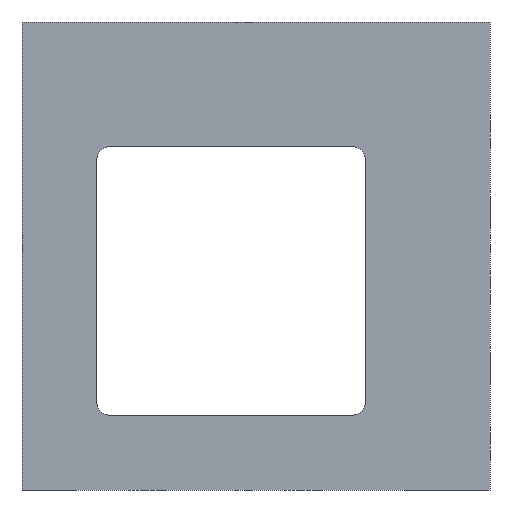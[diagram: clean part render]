
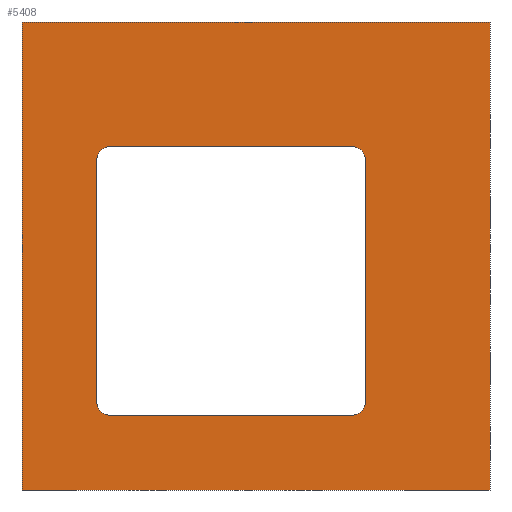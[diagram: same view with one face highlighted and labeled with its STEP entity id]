
A CAD part, front view. The second image highlights one B-rep face of the part: STEP entity #5408.
In plain terms, the highlighted planar face has unit normal (0, -1, 0).
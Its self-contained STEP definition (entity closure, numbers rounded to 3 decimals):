
#4144=VERTEX_POINT('',#10214);
#4330=EDGE_CURVE('',#7836,#8466,#10430,.T.);
#4408=EDGE_CURVE('',#6014,#8442,#10515,.T.);
#4890=EDGE_CURVE('',#5686,#6328,#11054,.T.);
#5160=EDGE_CURVE('',#6500,#4144,#11357,.T.);
#5404=VERTEX_POINT('',#11635);
#5408=ADVANCED_FACE('',(#11639,#11640),#11641,.T.);
#5518=EDGE_CURVE('',#8006,#7836,#11764,.T.);
#5520=EDGE_CURVE('',#8442,#8712,#11766,.T.);
#5686=VERTEX_POINT('',#11955);
#6014=VERTEX_POINT('',#12321);
#6238=EDGE_CURVE('',#4144,#5686,#12574,.T.);
#6328=VERTEX_POINT('',#12679);
#6500=VERTEX_POINT('',#12871);
#6898=EDGE_CURVE('',#6328,#6014,#13322,.T.);
#6972=EDGE_CURVE('',#7270,#6500,#13404,.T.);
#7122=EDGE_CURVE('',#8712,#7270,#13576,.T.);
#7270=VERTEX_POINT('',#13742);
#7328=EDGE_CURVE('',#5404,#8006,#13811,.T.);
#7626=EDGE_CURVE('',#8466,#5404,#14143,.T.);
#7836=VERTEX_POINT('',#14378);
#8006=VERTEX_POINT('',#14569);
#8442=VERTEX_POINT('',#15060);
#8466=VERTEX_POINT('',#15087);
#8712=VERTEX_POINT('',#15365);
#10214=CARTESIAN_POINT('',(-12.0,-14.0,24.));
#10430=LINE('',#17547,#17548);
#10515=LINE('',#17659,#17660);
#11054=LINE('',#18357,#18358);
#11357=LINE('',#18743,#18744);
#11635=CARTESIAN_POINT('',(110.0,-14.0,0.0));
#11639=FACE_BOUND('',#19111,.T.);
#11640=FACE_OUTER_BOUND('',#19112,.T.);
#11641=PLANE('',#19113);
#11764=LINE('',#19282,#19283);
#11766=CIRCLE('',#19286,4.);
#11955=CARTESIAN_POINT('',(-16.0,-14.0,28.));
#12321=CARTESIAN_POINT('',(-12.0,-14.0,110.0));
#12574=CIRCLE('',#20341,4.);
#12679=CARTESIAN_POINT('',(-16.0,-14.0,106.0));
#12871=CARTESIAN_POINT('',(66.0,-14.0,24.0));
#13322=CIRCLE('',#21284,4.0);
#13404=CIRCLE('',#21395,4.);
#13576=LINE('',#21603,#21604);
#13742=CARTESIAN_POINT('',(70.,-14.0,28.));
#13811=LINE('',#21900,#21901);
#14143=LINE('',#22342,#22343);
#14378=CARTESIAN_POINT('',(-40.0,-14.0,150.0));
#14569=CARTESIAN_POINT('',(-40.0,-14.0,0.0));
#15060=CARTESIAN_POINT('',(66.0,-14.0,110.0));
#15087=CARTESIAN_POINT('',(110.0,-14.0,150.0));
#15365=CARTESIAN_POINT('',(70.0,-14.0,106.0));
#17547=CARTESIAN_POINT('',(110.0,-14.0,150.0));
#17548=VECTOR('',#26285,1.0);
#17659=CARTESIAN_POINT('',(11.5,-14.0,110.0));
#17660=VECTOR('',#26402,1.0);
#18357=CARTESIAN_POINT('',(-16.0,-14.0,51.5));
#18358=VECTOR('',#27147,1.0);
#18743=CARTESIAN_POINT('',(50.5,-14.0,24.0));
#18744=VECTOR('',#27541,1.0);
#19111=EDGE_LOOP('',(#27965,#27966,#27967,#27968,#27969,#27970,#27971,#27972));
#19112=EDGE_LOOP('',(#27973,#27974,#27975,#27976));
#19113=AXIS2_PLACEMENT_3D('',#27977,#27978,#27979);
#19282=CARTESIAN_POINT('',(-40.0,-14.0,150.0));
#19283=VECTOR('',#28145,1.0);
#19286=AXIS2_PLACEMENT_3D('',#28146,#28147,#28148);
#20341=AXIS2_PLACEMENT_3D('',#29224,#29225,#29226);
#21284=AXIS2_PLACEMENT_3D('',#30289,#30290,#30291);
#21395=AXIS2_PLACEMENT_3D('',#30400,#30401,#30402);
#21603=CARTESIAN_POINT('',(70.0,-14.0,90.5));
#21604=VECTOR('',#30674,1.0);
#21900=CARTESIAN_POINT('',(-40.0,-14.0,0.0));
#21901=VECTOR('',#30992,1.0);
#22342=CARTESIAN_POINT('',(110.0,-14.0,0.0));
#22343=VECTOR('',#31457,1.0);
#26285=DIRECTION('',(1.0,0.0,0.0));
#26402=DIRECTION('',(1.0,0.0,0.0));
#27147=DIRECTION('',(0.0,0.0,1.0));
#27541=DIRECTION('',(-1.0,0.0,0.0));
#27965=ORIENTED_EDGE('',*,*,#5160,.T.);
#27966=ORIENTED_EDGE('',*,*,#6238,.T.);
#27967=ORIENTED_EDGE('',*,*,#4890,.T.);
#27968=ORIENTED_EDGE('',*,*,#6898,.T.);
#27969=ORIENTED_EDGE('',*,*,#4408,.T.);
#27970=ORIENTED_EDGE('',*,*,#5520,.T.);
#27971=ORIENTED_EDGE('',*,*,#7122,.T.);
#27972=ORIENTED_EDGE('',*,*,#6972,.T.);
#27973=ORIENTED_EDGE('',*,*,#7328,.F.);
#27974=ORIENTED_EDGE('',*,*,#7626,.F.);
#27975=ORIENTED_EDGE('',*,*,#4330,.F.);
#27976=ORIENTED_EDGE('',*,*,#5518,.F.);
#27977=CARTESIAN_POINT('',(35.0,-14.0,75.0));
#27978=DIRECTION('',(0.0,-1.0,0.0));
#27979=DIRECTION('',(1.0,0.0,0.0));
#28145=DIRECTION('',(0.0,0.0,1.0));
#28146=CARTESIAN_POINT('',(66.,-14.0,106.0));
#28147=DIRECTION('',(0.0,1.0,0.0));
#28148=DIRECTION('',(0.,0.0,1.0));
#29224=CARTESIAN_POINT('',(-12.0,-14.0,28.0));
#29225=DIRECTION('',(0.0,1.0,0.0));
#29226=DIRECTION('',(0.0,0.0,-1.0));
#30289=CARTESIAN_POINT('',(-12.0,-14.0,106.0));
#30290=DIRECTION('',(0.0,1.0,0.0));
#30291=DIRECTION('',(-1.0,0.0,0.));
#30400=CARTESIAN_POINT('',(66.0,-14.0,28.));
#30401=DIRECTION('',(-0.0,1.0,0.0));
#30402=DIRECTION('',(1.0,0.0,0.));
#30674=DIRECTION('',(0.0,0.0,-1.0));
#30992=DIRECTION('',(-1.0,0.0,0.0));
#31457=DIRECTION('',(0.0,0.0,-1.0));
